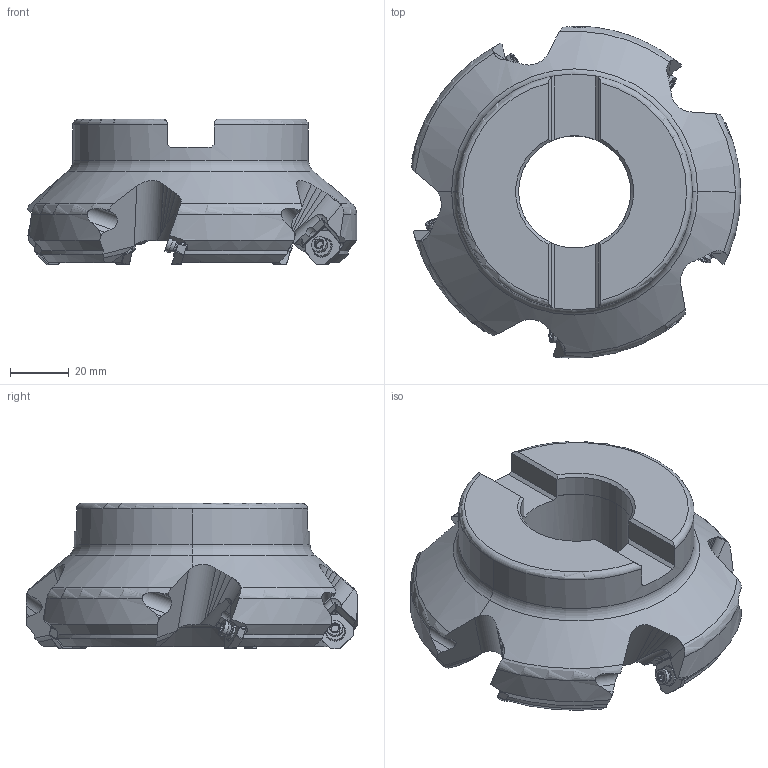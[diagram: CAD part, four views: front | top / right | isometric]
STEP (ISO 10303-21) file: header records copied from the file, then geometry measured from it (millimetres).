
FILE_DESCRIPTION(/* description */ (''),/* implementation_level */ '2;1');
FILE_NAME(/* name */ 'ASX445R0405E.stp',/* time_stamp */ '2021-09-08T11:41:06+09:00',/* author */ (''),/* organization */ (''),/* preprocessor_version */ 'ST-DEVELOPER v16',/* originating_system */ 'SIEMENS PLM Software NX 10.0',/* authorisation */ '');
FILE_SCHEMA (('AUTOMOTIVE_DESIGN { 1 0 10303 214 3 1 1 1 }'));
Length unit declared in the file: millimetre
Products named in the file (1): ASX445R0405E_ASM
Bounding box: 111.84 x 112.71 x 49.5 mm (x, y, z)
Volume: 224720.3 mm3; surface area: 37460.2 mm2
Topology: 16 solids, 16 shells, 774 faces, 2123 edges, 1423 vertices
Faces by surface type: cylinder 318, plane 305, cone 93, torus 33, sphere 15, bspline 10
Entity records: 27648 total; most frequent: CARTESIAN_POINT 7487, ORIENTED_EDGE 4176, DIRECTION 4141, EDGE_CURVE 2088, AXIS2_PLACEMENT_3D 1641, VERTEX_POINT 1366, LINE 859, VECTOR 859
